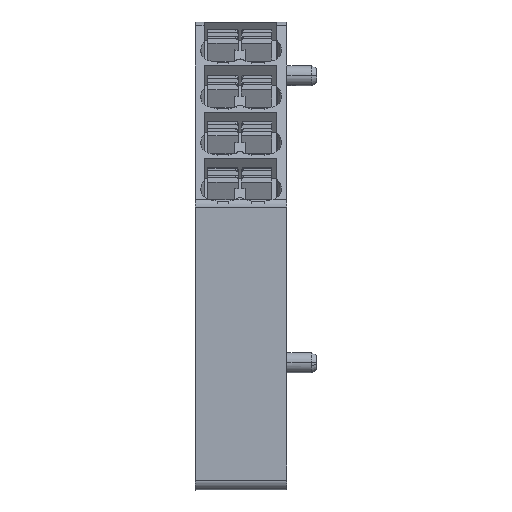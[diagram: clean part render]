
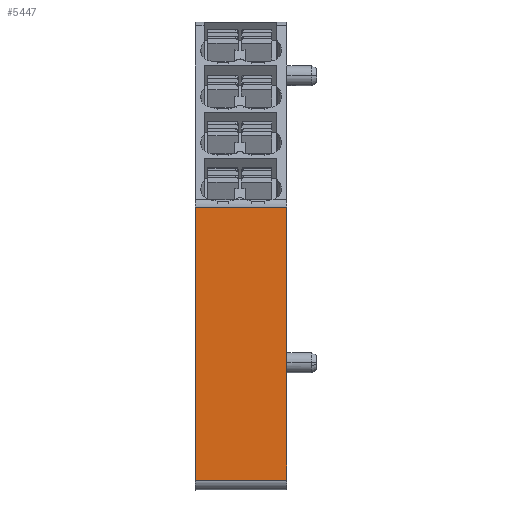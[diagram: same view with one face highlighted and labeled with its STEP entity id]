
A CAD part, front view. The second image highlights one B-rep face of the part: STEP entity #5447.
In plain terms, the highlighted planar face has unit normal (0, -1, 0).
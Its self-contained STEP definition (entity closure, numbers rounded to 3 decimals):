
#5427=AXIS2_PLACEMENT_3D('Plane Axis2P3D',#5424,#5425,#5426) ;
#534=CARTESIAN_POINT('Vertex',(9.2,0.,28.397)) ;
#537=CARTESIAN_POINT('Line Origine',(9.2,0.,14.699)) ;
#541=CARTESIAN_POINT('Vertex',(9.2,0.,1.)) ;
#5345=CARTESIAN_POINT('Vertex',(0.,0.,28.397)) ;
#5348=CARTESIAN_POINT('Line Origine',(4.6,0.,28.397)) ;
#5424=CARTESIAN_POINT('Axis2P3D Location',(0.,0.,10.6)) ;
#5429=CARTESIAN_POINT('Line Origine',(0.,0.,14.699)) ;
#5433=CARTESIAN_POINT('Vertex',(0.,0.,1.)) ;
#5436=CARTESIAN_POINT('Line Origine',(4.6,0.,1.)) ;
#538=DIRECTION('Vector Direction',(0.,0.,-1.)) ;
#5349=DIRECTION('Vector Direction',(-1.,0.,0.)) ;
#5425=DIRECTION('Axis2P3D Direction',(0.,1.,0.)) ;
#5426=DIRECTION('Axis2P3D XDirection',(0.,0.,1.)) ;
#5430=DIRECTION('Vector Direction',(0.,0.,-1.)) ;
#5437=DIRECTION('Vector Direction',(1.,0.,0.)) ;
#539=VECTOR('Line Direction',#538,1.) ;
#5350=VECTOR('Line Direction',#5349,1.) ;
#5431=VECTOR('Line Direction',#5430,1.) ;
#5438=VECTOR('Line Direction',#5437,1.) ;
#5442=ORIENTED_EDGE('',*,*,#543,.T.) ;
#5443=ORIENTED_EDGE('',*,*,#5352,.F.) ;
#5444=ORIENTED_EDGE('',*,*,#5435,.F.) ;
#5445=ORIENTED_EDGE('',*,*,#5440,.T.) ;
#5447=ADVANCED_FACE('KLTR',(#5446),#5428,.F.) ;
#543=EDGE_CURVE('',#542,#535,#540,.F.) ;
#5352=EDGE_CURVE('',#5346,#535,#5351,.F.) ;
#5435=EDGE_CURVE('',#5434,#5346,#5432,.F.) ;
#5440=EDGE_CURVE('',#5434,#542,#5439,.T.) ;
#5441=EDGE_LOOP('',(#5442,#5443,#5444,#5445)) ;
#5446=FACE_OUTER_BOUND('',#5441,.T.) ;
#540=LINE('Line',#537,#539) ;
#5351=LINE('Line',#5348,#5350) ;
#5432=LINE('Line',#5429,#5431) ;
#5439=LINE('Line',#5436,#5438) ;
#5428=PLANE('',#5427) ;
#535=VERTEX_POINT('',#534) ;
#542=VERTEX_POINT('',#541) ;
#5346=VERTEX_POINT('',#5345) ;
#5434=VERTEX_POINT('',#5433) ;
